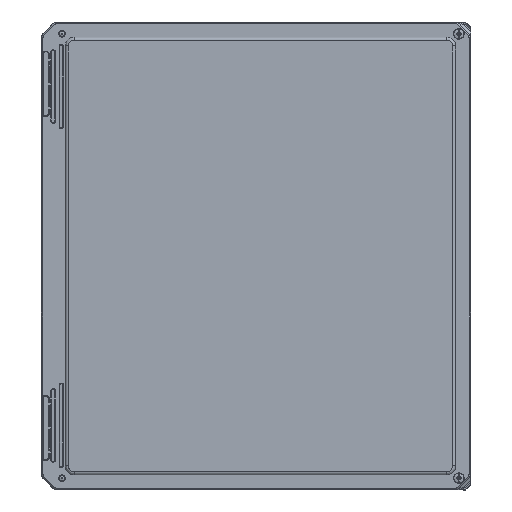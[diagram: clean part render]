
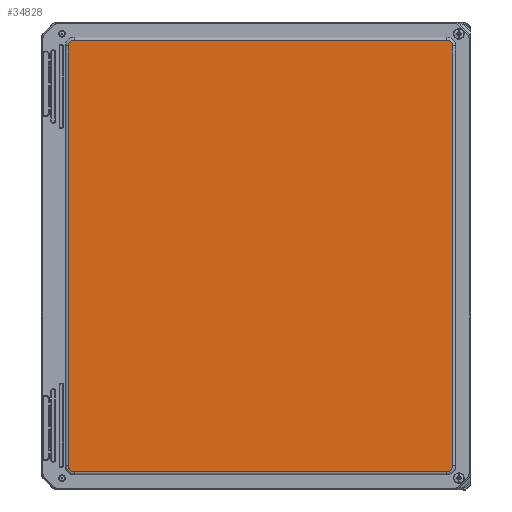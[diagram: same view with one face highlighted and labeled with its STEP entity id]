
A CAD part, top view. The second image highlights one B-rep face of the part: STEP entity #34828.
In plain terms, the highlighted face is planar.
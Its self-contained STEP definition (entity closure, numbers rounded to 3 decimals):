
#1353=ELLIPSE($,#38596,0.25,0.25);
#1356=ELLIPSE($,#38600,0.25,0.25);
#1357=ELLIPSE($,#38606,0.25,0.25);
#1360=ELLIPSE($,#38610,0.25,0.25);
#4801=LINE($,#78868,#7319);
#4803=LINE($,#79021,#7321);
#4806=LINE($,#79028,#7324);
#4808=LINE($,#79176,#7326);
#7319=VECTOR($,#48249,15.742);
#7321=VECTOR($,#48269,17.742);
#7324=VECTOR($,#48276,17.742);
#7326=VECTOR($,#48292,15.742);
#8287=PLANE($,#38616);
#10380=FACE_OUTER_BOUND($,#12644,.T.);
#12644=EDGE_LOOP($,(#31449,#31450,#31451,#31452,#31453,#31454,#31455,#31456));
#17043=VERTEX_POINT($,#78865);
#17044=VERTEX_POINT($,#78867);
#17047=VERTEX_POINT($,#78936);
#17048=VERTEX_POINT($,#79012);
#17051=VERTEX_POINT($,#79019);
#17052=VERTEX_POINT($,#79024);
#17055=VERTEX_POINT($,#79102);
#17056=VERTEX_POINT($,#79169);
#21895=EDGE_CURVE($,#17043,#17044,#4801,.T.);
#21899=EDGE_CURVE($,#17047,#17043,#1353,.T.);
#21903=EDGE_CURVE($,#17044,#17048,#1356,.T.);
#21905=EDGE_CURVE($,#17051,#17047,#4803,.T.);
#21909=EDGE_CURVE($,#17048,#17052,#4806,.T.);
#21911=EDGE_CURVE($,#17055,#17051,#1357,.T.);
#21915=EDGE_CURVE($,#17052,#17056,#1360,.T.);
#21917=EDGE_CURVE($,#17056,#17055,#4808,.T.);
#31449=ORIENTED_EDGE($,*,*,#21895,.F.);
#31450=ORIENTED_EDGE($,*,*,#21899,.F.);
#31451=ORIENTED_EDGE($,*,*,#21905,.F.);
#31452=ORIENTED_EDGE($,*,*,#21911,.F.);
#31453=ORIENTED_EDGE($,*,*,#21917,.F.);
#31454=ORIENTED_EDGE($,*,*,#21915,.F.);
#31455=ORIENTED_EDGE($,*,*,#21909,.F.);
#31456=ORIENTED_EDGE($,*,*,#21903,.F.);
#34828=ADVANCED_FACE($,(#10380),#8287,.F.);
#38596=AXIS2_PLACEMENT_3D($,#78938,#48255,#48256);
#38600=AXIS2_PLACEMENT_3D($,#79016,#48263,#48264);
#38606=AXIS2_PLACEMENT_3D($,#79104,#48279,#48280);
#38610=AXIS2_PLACEMENT_3D($,#79173,#48287,#48288);
#38616=AXIS2_PLACEMENT_3D($,#79186,#48306,#48307);
#48249=DIRECTION($,(1.,0.,0.));
#48255=DIRECTION('center_axis',(0.,0.,1.));
#48256=DIRECTION('ref_axis',(-0.707,-0.707,0.));
#48263=DIRECTION('center_axis',(0.,0.,1.));
#48264=DIRECTION('ref_axis',(0.707,-0.707,0.));
#48269=DIRECTION($,(0.,-1.,0.));
#48276=DIRECTION($,(0.,1.,0.));
#48279=DIRECTION('center_axis',(0.,0.,1.));
#48280=DIRECTION('ref_axis',(-0.707,0.707,0.));
#48287=DIRECTION('center_axis',(0.,0.,1.));
#48288=DIRECTION('ref_axis',(0.707,0.707,0.));
#48292=DIRECTION($,(-1.,0.,0.));
#48306=DIRECTION('center_axis',(0.,0.,1.));
#48307=DIRECTION('ref_axis',(1.,0.,0.));
#78865=CARTESIAN_POINT('',(-7.683,-9.121,0.));
#78867=CARTESIAN_POINT('',(8.058,-9.121,0.));
#78868=CARTESIAN_POINT($,(-7.683,-9.121,0.));
#78936=CARTESIAN_POINT('',(-7.933,-8.871,0.));
#78938=CARTESIAN_POINT('Origin',(-7.683,-8.871,0.));
#79012=CARTESIAN_POINT('',(8.308,-8.871,0.));
#79016=CARTESIAN_POINT('Origin',(8.058,-8.871,0.));
#79019=CARTESIAN_POINT('',(-7.933,8.871,0.));
#79021=CARTESIAN_POINT($,(-7.933,8.871,0.));
#79024=CARTESIAN_POINT('',(8.308,8.871,0.));
#79028=CARTESIAN_POINT($,(8.308,-8.871,0.));
#79102=CARTESIAN_POINT('',(-7.683,9.121,0.));
#79104=CARTESIAN_POINT('Origin',(-7.683,8.871,0.));
#79169=CARTESIAN_POINT('',(8.058,9.121,0.));
#79173=CARTESIAN_POINT('Origin',(8.058,8.871,0.));
#79176=CARTESIAN_POINT($,(8.058,9.121,0.));
#79186=CARTESIAN_POINT('Origin',(0.188,0.,0.));
